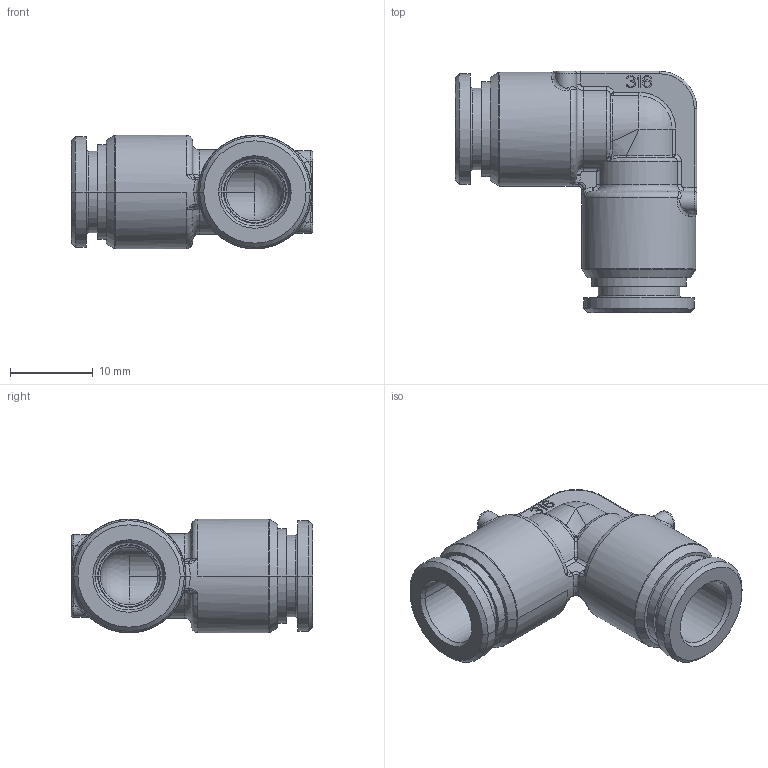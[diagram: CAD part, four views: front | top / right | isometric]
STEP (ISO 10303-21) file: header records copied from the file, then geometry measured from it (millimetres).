
FILE_DESCRIPTION((''),'2;1');
FILE_NAME('mxm.28.08.08',(''),('sopra-pneumatic'),'PRO/ENGINEER BY PARAMETRIC TECHNOLOGY CORPORATION, 2014310','PRO/ENGINEER BY PARAMETRIC TECHNOLOGY CORPORATION, 2014310','');
FILE_SCHEMA(('CONFIG_CONTROL_DESIGN'));
Length unit declared in the file: millimetre
Products named in the file (1): 384407B_955X4M-8FF
Bounding box: 29.25 x 29.25 x 13.8 mm (x, y, z)
Volume: 3143.3 mm3; surface area: 3665.8 mm2
Topology: 1 solids, 1 shells, 362 faces, 886 edges, 541 vertices
Faces by surface type: plane 156, cylinder 77, bspline 54, torus 50, cone 20, sphere 5
Entity records: 13909 total; most frequent: CARTESIAN_POINT 5611, ORIENTED_EDGE 1770, DIRECTION 1660, EDGE_CURVE 885, AXIS2_PLACEMENT_3D 579, VERTEX_POINT 541, VECTOR 502, LINE 502
